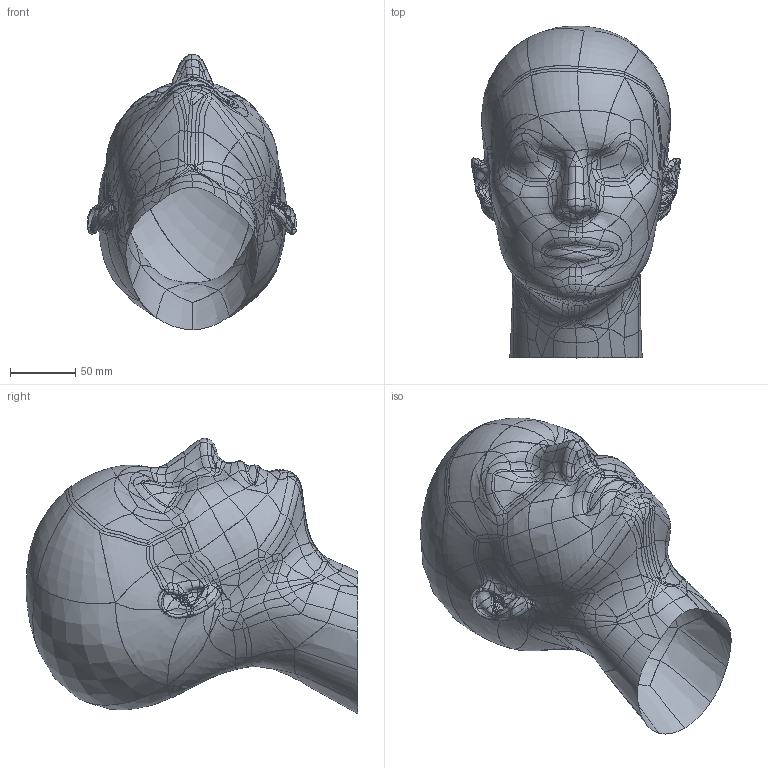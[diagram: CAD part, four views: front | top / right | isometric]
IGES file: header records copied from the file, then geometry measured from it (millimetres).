
Global section: file name: No Iges File Name specified; native system: Autodesk Inventor 2013; preprocessor: AutoDesk Inventor Iges Exporter R2013; author: zhipeng; date: 20120806.153508; units: millimetre
Bounding box: 159.98 x 254.21 x 210.87 mm (x, y, z)
Surface area: 128427.4 mm2 (no closed solid volume)
Topology: 0 solids, 0 shells, 835 faces, 3340 edges, 3340 vertices
Faces by surface type: bspline 835
